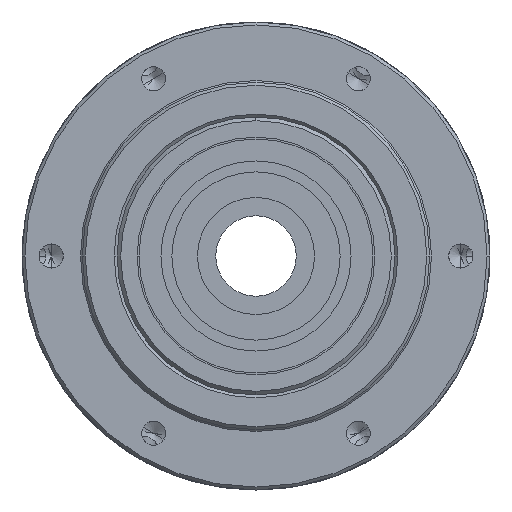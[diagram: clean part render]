
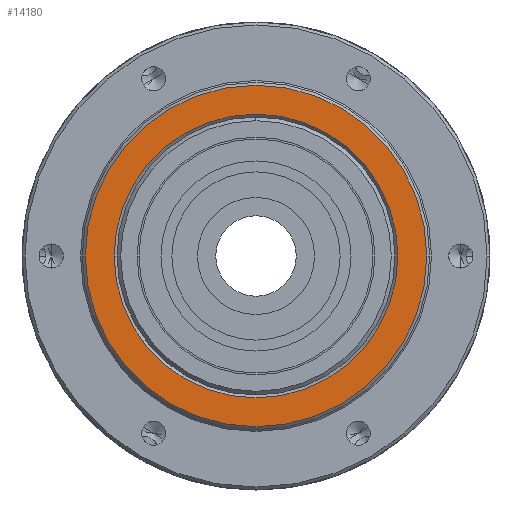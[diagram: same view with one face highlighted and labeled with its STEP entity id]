
A CAD part, left-side view. The second image highlights one B-rep face of the part: STEP entity #14180.
In plain terms, the highlighted planar face has unit normal (-1, 0, 0).
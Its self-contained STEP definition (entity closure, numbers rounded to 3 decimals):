
#1186 = CARTESIAN_POINT ( 'NONE',  ( -95., 19.4, 0. ) ) ;
#1645 = EDGE_CURVE ( 'NONE', #4445, #17245, #8687, .T. ) ;
#2329 = VERTEX_POINT ( 'NONE', #1186 ) ;
#3336 = DIRECTION ( 'NONE',  ( 0., 1., 0. ) ) ;
#3810 = CARTESIAN_POINT ( 'NONE',  ( -95., 0., 0. ) ) ;
#3814 = CARTESIAN_POINT ( 'NONE',  ( -95., 0., -23.75 ) ) ;
#4377 = EDGE_CURVE ( 'NONE', #2329, #5000, #20085, .T. ) ;
#4445 = VERTEX_POINT ( 'NONE', #9295 ) ;
#5000 = VERTEX_POINT ( 'NONE', #21723 ) ;
#5175 = CARTESIAN_POINT ( 'NONE',  ( -95., 0., 0. ) ) ;
#5520 = DIRECTION ( 'NONE',  ( 0., 1., 0. ) ) ;
#5611 = DIRECTION ( 'NONE',  ( -1., 0., 0. ) ) ;
#5665 = ORIENTED_EDGE ( 'NONE', *, *, #4377, .T. ) ;
#6683 = AXIS2_PLACEMENT_3D ( 'NONE', #16971, #12890, #20648 ) ;
#7087 = AXIS2_PLACEMENT_3D ( 'NONE', #3814, #11315, #18860 ) ;
#8687 = CIRCLE ( 'NONE', #9076, 23.35 ) ;
#8785 = CIRCLE ( 'NONE', #13911, 23.35 ) ;
#9076 = AXIS2_PLACEMENT_3D ( 'NONE', #3810, #13184, #5520 ) ;
#9295 = CARTESIAN_POINT ( 'NONE',  ( -95., -23.35, 0. ) ) ;
#11103 = AXIS2_PLACEMENT_3D ( 'NONE', #5175, #12699, #3336 ) ;
#11279 = DIRECTION ( 'NONE',  ( 0., 1., 0. ) ) ;
#11315 = DIRECTION ( 'NONE',  ( -1., 0., 0. ) ) ;
#12699 = DIRECTION ( 'NONE',  ( 1., 0., 0. ) ) ;
#12890 = DIRECTION ( 'NONE',  ( 1., 0., 0. ) ) ;
#13184 = DIRECTION ( 'NONE',  ( -1., 0., 0. ) ) ;
#13271 = CARTESIAN_POINT ( 'NONE',  ( -95., 0., 0. ) ) ;
#13911 = AXIS2_PLACEMENT_3D ( 'NONE', #13271, #5611, #11279 ) ;
#14180 = ADVANCED_FACE ( 'NONE', ( #15061, #22576 ), #20693, .T. ) ;
#15061 = FACE_OUTER_BOUND ( 'NONE', #21732, .T. ) ;
#16241 = CIRCLE ( 'NONE', #11103, 19.4 ) ;
#16767 = ORIENTED_EDGE ( 'NONE', *, *, #1645, .T. ) ;
#16837 = CARTESIAN_POINT ( 'NONE',  ( -95., 23.35, 0. ) ) ;
#16971 = CARTESIAN_POINT ( 'NONE',  ( -95., 0., 0. ) ) ;
#17245 = VERTEX_POINT ( 'NONE', #16837 ) ;
#18846 = ORIENTED_EDGE ( 'NONE', *, *, #24328, .T. ) ;
#18860 = DIRECTION ( 'NONE',  ( 0., 1., 0. ) ) ;
#20085 = CIRCLE ( 'NONE', #6683, 19.4 ) ;
#20648 = DIRECTION ( 'NONE',  ( 0., 1., 0. ) ) ;
#20693 = PLANE ( 'NONE',  #7087 ) ;
#21631 = ORIENTED_EDGE ( 'NONE', *, *, #21890, .T. ) ;
#21723 = CARTESIAN_POINT ( 'NONE',  ( -95., -19.4, 0. ) ) ;
#21732 = EDGE_LOOP ( 'NONE', ( #16767, #18846 ) ) ;
#21890 = EDGE_CURVE ( 'NONE', #5000, #2329, #16241, .T. ) ;
#22464 = EDGE_LOOP ( 'NONE', ( #5665, #21631 ) ) ;
#22576 = FACE_BOUND ( 'NONE', #22464, .T. ) ;
#24328 = EDGE_CURVE ( 'NONE', #17245, #4445, #8785, .T. ) ;
